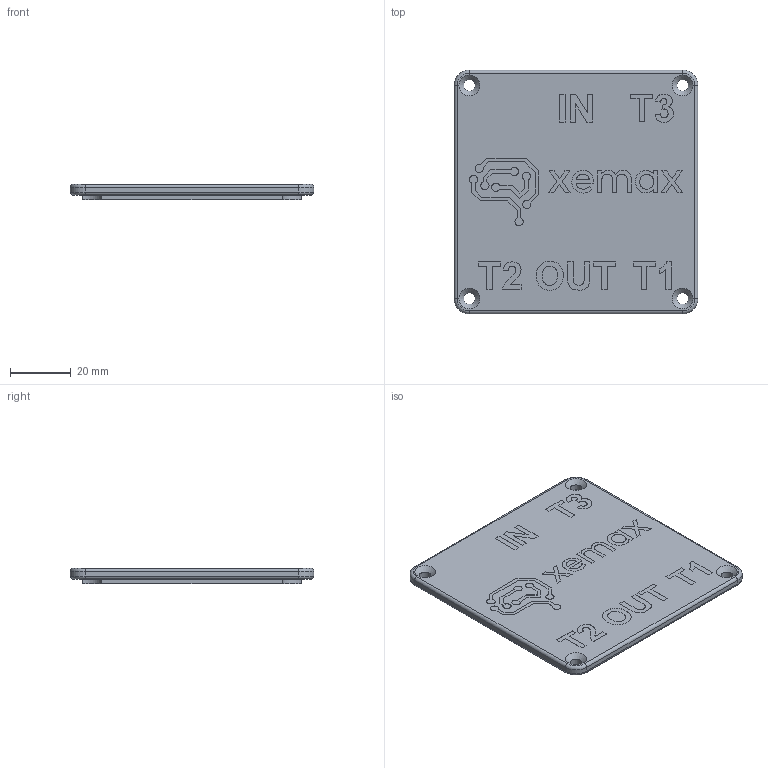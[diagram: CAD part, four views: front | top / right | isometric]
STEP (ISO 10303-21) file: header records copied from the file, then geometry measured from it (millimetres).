
FILE_DESCRIPTION(/* description */ (''),/* implementation_level */ '2;1');
FILE_NAME(/* name */ 'Abdeckung_3.stp',/* time_stamp */ '2025-12-03T09:44:52+01:00',/* author */ ('phe'),/* organization */ (''),/* preprocessor_version */ 'ST-DEVELOPER v20',/* originating_system */ 'Autodesk Inventor 2025',/* authorisation */ '');
FILE_SCHEMA (('AUTOMOTIVE_DESIGN { 1 0 10303 214 3 1 1 }'));
Length unit declared in the file: millimetre
Products named in the file (1): Halterung_Basis_2
Bounding box: 80 x 80 x 5 mm (x, y, z)
Volume: 23337.8 mm3; surface area: 14433.1 mm2
Topology: 1 solids, 1 shells, 308 faces, 823 edges, 542 vertices
Faces by surface type: plane 185, bspline 87, cylinder 24, torus 8, cone 4
Full cylindrical faces by diameter (mm): 3.8 x4
Entity records: 11070 total; most frequent: CARTESIAN_POINT 3837, ORIENTED_EDGE 1646, DIRECTION 1177, EDGE_CURVE 823, LINE 589, VECTOR 589, VERTEX_POINT 542, EDGE_LOOP 341
